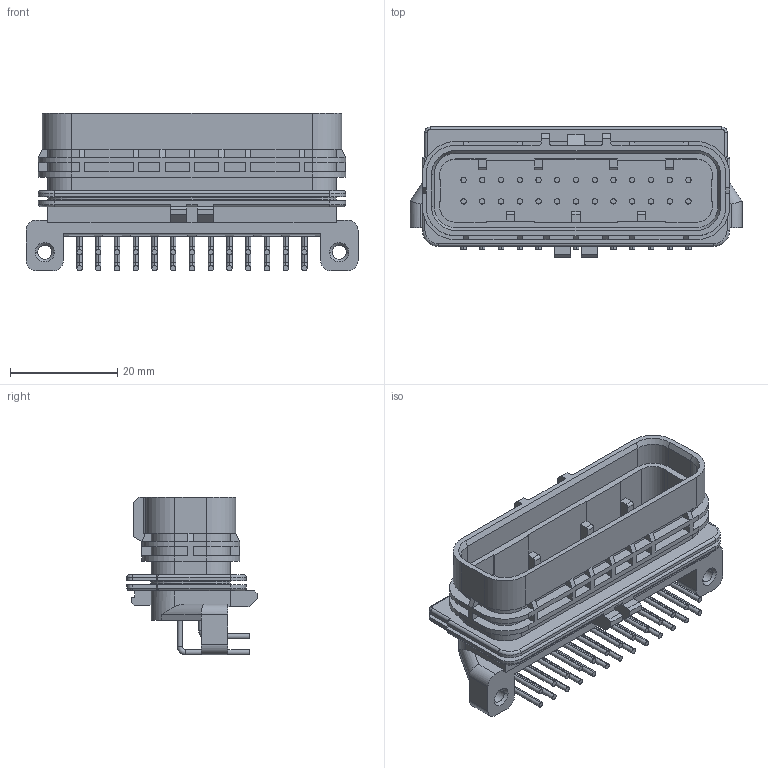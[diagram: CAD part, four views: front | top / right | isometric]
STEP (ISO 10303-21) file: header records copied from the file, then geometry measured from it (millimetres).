
FILE_DESCRIPTION((''),'2;1');
FILE_NAME('C-6473711-1','2009-02-27T',('workeradm'),('Tyco Electronics Corporation'),'PRO/ENGINEER BY PARAMETRIC TECHNOLOGY CORPORATION, 2005450','PRO/ENGINEER BY PARAMETRIC TECHNOLOGY CORPORATION, 2005450','');
FILE_SCHEMA(('CONFIG_CONTROL_DESIGN', 'GEOMETRIC_VALIDATION_PROPERTIES_MIM'));
Length unit declared in the file: millimetre
Products named in the file (1): C-6473711-1
Bounding box: 62 x 24.3 x 29.5 mm (x, y, z)
Volume: 9600.5 mm3; surface area: 13070.3 mm2
Topology: 1 solids, 1 shells, 816 faces, 1962 edges, 1228 vertices
Faces by surface type: plane 483, cylinder 257, torus 64, cone 8, bspline 4
Entity records: 23710 total; most frequent: CARTESIAN_POINT 4182, DIRECTION 4132, ORIENTED_EDGE 3924, EDGE_CURVE 1962, VECTOR 1380, LINE 1380, AXIS2_PLACEMENT_3D 1376, VERTEX_POINT 1228
